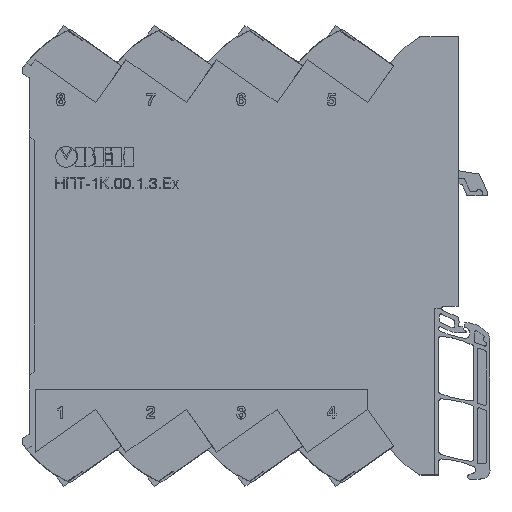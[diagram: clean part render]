
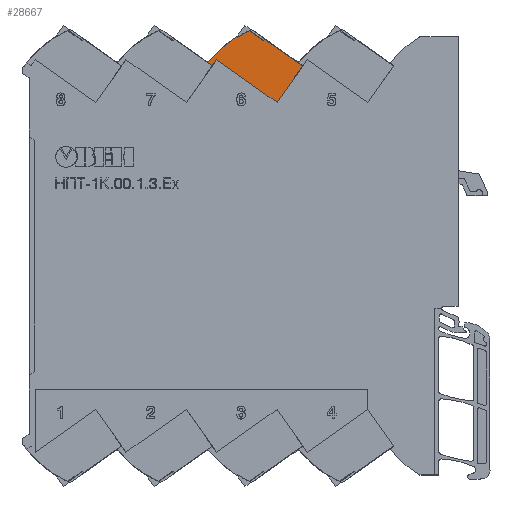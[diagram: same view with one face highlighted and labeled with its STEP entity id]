
A CAD part, top view. The second image highlights one B-rep face of the part: STEP entity #28667.
In plain terms, the highlighted planar face has unit normal (0, 0, 1).
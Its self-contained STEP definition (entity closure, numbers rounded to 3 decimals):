
#1539 = VECTOR ( 'NONE', #71268, 1000. ) ;
#2083 = PLANE ( 'NONE',  #124585 ) ;
#2526 = LINE ( 'NONE', #140532, #31518 ) ;
#3239 = VECTOR ( 'NONE', #15434, 1000. ) ;
#3764 = EDGE_CURVE ( 'NONE', #102675, #69230, #134898, .T. ) ;
#4378 = CARTESIAN_POINT ( 'NONE',  ( 8.482, -15.098, 5.1 ) ) ;
#4986 = LINE ( 'NONE', #38119, #3239 ) ;
#6327 = DIRECTION ( 'NONE',  ( 0.576, 0.817, 0. ) ) ;
#7800 = CARTESIAN_POINT ( 'NONE',  ( 11.144, 0.073, 5.1 ) ) ;
#15082 = VERTEX_POINT ( 'NONE', #98631 ) ;
#15237 = VERTEX_POINT ( 'NONE', #35438 ) ;
#15245 = DIRECTION ( 'NONE',  ( 0.576, 0.817, 0. ) ) ;
#15434 = DIRECTION ( 'NONE',  ( 0.817, -0.576, 0. ) ) ;
#15436 = LINE ( 'NONE', #29039, #96623 ) ;
#18325 = EDGE_CURVE ( 'NONE', #43796, #61519, #15436, .T. ) ;
#22568 = DIRECTION ( 'NONE',  ( 0.576, 0.817, 0. ) ) ;
#22569 = EDGE_CURVE ( 'NONE', #101608, #140267, #36686, .T. ) ;
#25342 = DIRECTION ( 'NONE',  ( 1., 0., 0. ) ) ;
#26105 = CARTESIAN_POINT ( 'NONE',  ( -12.018, 0.895, 5.1 ) ) ;
#28667 = ADVANCED_FACE ( 'NONE', ( #95528 ), #2083, .T. ) ;
#29039 = CARTESIAN_POINT ( 'NONE',  ( 1.555, 6.226, 5.1 ) ) ;
#29540 = ORIENTED_EDGE ( 'NONE', *, *, #80726, .F. ) ;
#30379 = EDGE_LOOP ( 'NONE', ( #70678, #138276, #31549, #47946, #114237, #97514, #38683, #105820, #55190, #29540 ) ) ;
#31518 = VECTOR ( 'NONE', #15245, 1000. ) ;
#31549 = ORIENTED_EDGE ( 'NONE', *, *, #128849, .T. ) ;
#35438 = CARTESIAN_POINT ( 'NONE',  ( 4.878, -8.809, 5.1 ) ) ;
#36686 = CIRCLE ( 'NONE', #59695, 26. ) ;
#36940 = CARTESIAN_POINT ( 'NONE',  ( -12.018, 0.895, 5.1 ) ) ;
#37417 = DIRECTION ( 'NONE',  ( 0., 0., 1. ) ) ;
#37558 = VECTOR ( 'NONE', #60900, 1000. ) ;
#38119 = CARTESIAN_POINT ( 'NONE',  ( -9.906, 1.619, 5.1 ) ) ;
#38683 = ORIENTED_EDGE ( 'NONE', *, *, #140528, .T. ) ;
#39881 = VERTEX_POINT ( 'NONE', #7800 ) ;
#41247 = LINE ( 'NONE', #130666, #37558 ) ;
#42318 = VERTEX_POINT ( 'NONE', #68244 ) ;
#43796 = VERTEX_POINT ( 'NONE', #72010 ) ;
#45394 = CARTESIAN_POINT ( 'NONE',  ( -10.906, 0.201, 5.1 ) ) ;
#47840 = DIRECTION ( 'NONE',  ( -0.817, 0.576, 0. ) ) ;
#47946 = ORIENTED_EDGE ( 'NONE', *, *, #56172, .T. ) ;
#51080 = CIRCLE ( 'NONE', #61480, 0.1 ) ;
#53496 = CARTESIAN_POINT ( 'NONE',  ( -1.425, 8.94, 5.1 ) ) ;
#55190 = ORIENTED_EDGE ( 'NONE', *, *, #18325, .F. ) ;
#56172 = EDGE_CURVE ( 'NONE', #15082, #102675, #51080, .T. ) ;
#59695 = AXIS2_PLACEMENT_3D ( 'NONE', #4378, #120106, #61979 ) ;
#60900 = DIRECTION ( 'NONE',  ( 0.817, -0.576, 0. ) ) ;
#61480 = AXIS2_PLACEMENT_3D ( 'NONE', #150026, #92327, #139838 ) ;
#61519 = VERTEX_POINT ( 'NONE', #130870 ) ;
#61979 = DIRECTION ( 'NONE',  ( 1., 0., 0. ) ) ;
#62215 = LINE ( 'NONE', #130161, #148985 ) ;
#68244 = CARTESIAN_POINT ( 'NONE',  ( -1.714, 8.531, 5.1 ) ) ;
#69230 = VERTEX_POINT ( 'NONE', #120268 ) ;
#70678 = ORIENTED_EDGE ( 'NONE', *, *, #129955, .T. ) ;
#71268 = DIRECTION ( 'NONE',  ( 0.805, -0.594, 0. ) ) ;
#72010 = CARTESIAN_POINT ( 'NONE',  ( 1.555, 6.226, 5.1 ) ) ;
#80726 = EDGE_CURVE ( 'NONE', #42318, #43796, #41247, .T. ) ;
#88391 = LINE ( 'NONE', #36940, #1539 ) ;
#90714 = LINE ( 'NONE', #113472, #132408 ) ;
#92327 = DIRECTION ( 'NONE',  ( 0., 0., 1. ) ) ;
#95528 = FACE_OUTER_BOUND ( 'NONE', #30379, .T. ) ;
#96095 = CARTESIAN_POINT ( 'NONE',  ( -10.906, 0.201, 5.1 ) ) ;
#96623 = VECTOR ( 'NONE', #6327, 1000. ) ;
#97514 = ORIENTED_EDGE ( 'NONE', *, *, #104930, .T. ) ;
#98631 = CARTESIAN_POINT ( 'NONE',  ( -11.045, 0.177, 5.1 ) ) ;
#101608 = VERTEX_POINT ( 'NONE', #53496 ) ;
#102675 = VERTEX_POINT ( 'NONE', #96095 ) ;
#104930 = EDGE_CURVE ( 'NONE', #69230, #15237, #4986, .T. ) ;
#105820 = ORIENTED_EDGE ( 'NONE', *, *, #143274, .T. ) ;
#106632 = CARTESIAN_POINT ( 'NONE',  ( 8.482, -15.098, 5.1 ) ) ;
#113472 = CARTESIAN_POINT ( 'NONE',  ( 4.878, -8.809, 5.1 ) ) ;
#114237 = ORIENTED_EDGE ( 'NONE', *, *, #3764, .T. ) ;
#120106 = DIRECTION ( 'NONE',  ( 0., 0., 1. ) ) ;
#120268 = CARTESIAN_POINT ( 'NONE',  ( -9.906, 1.619, 5.1 ) ) ;
#124585 = AXIS2_PLACEMENT_3D ( 'NONE', #106632, #37417, #25342 ) ;
#126220 = DIRECTION ( 'NONE',  ( 0.576, 0.817, 0. ) ) ;
#128849 = EDGE_CURVE ( 'NONE', #140267, #15082, #88391, .T. ) ;
#129955 = EDGE_CURVE ( 'NONE', #42318, #101608, #2526, .T. ) ;
#130161 = CARTESIAN_POINT ( 'NONE',  ( 11.144, 0.073, 5.1 ) ) ;
#130666 = CARTESIAN_POINT ( 'NONE',  ( -1.714, 8.531, 5.1 ) ) ;
#130870 = CARTESIAN_POINT ( 'NONE',  ( 1.843, 6.634, 5.1 ) ) ;
#132408 = VECTOR ( 'NONE', #22568, 1000. ) ;
#134898 = LINE ( 'NONE', #45394, #138485 ) ;
#138276 = ORIENTED_EDGE ( 'NONE', *, *, #22569, .T. ) ;
#138485 = VECTOR ( 'NONE', #126220, 1000. ) ;
#139838 = DIRECTION ( 'NONE',  ( 1., 0., 0. ) ) ;
#140267 = VERTEX_POINT ( 'NONE', #26105 ) ;
#140528 = EDGE_CURVE ( 'NONE', #15237, #39881, #90714, .T. ) ;
#140532 = CARTESIAN_POINT ( 'NONE',  ( -1.714, 8.531, 5.1 ) ) ;
#143274 = EDGE_CURVE ( 'NONE', #39881, #61519, #62215, .T. ) ;
#148985 = VECTOR ( 'NONE', #47840, 1000. ) ;
#150026 = CARTESIAN_POINT ( 'NONE',  ( -10.987, 0.258, 5.1 ) ) ;
